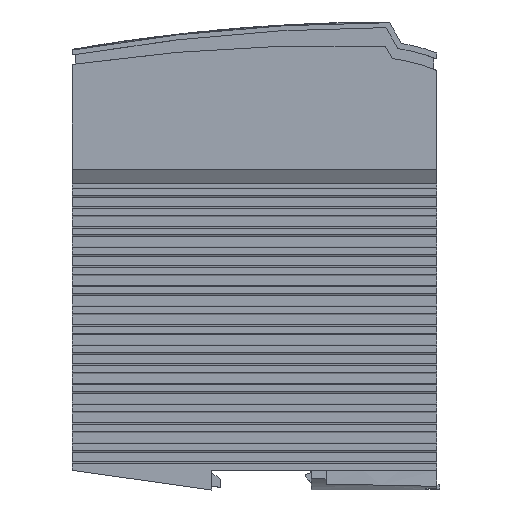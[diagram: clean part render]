
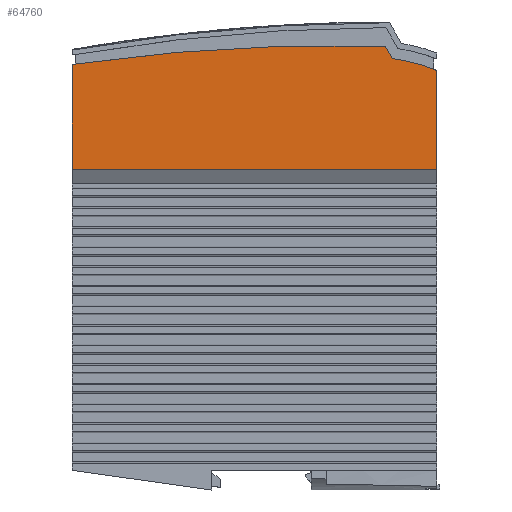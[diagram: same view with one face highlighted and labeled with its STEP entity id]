
A CAD part, left-side view. The second image highlights one B-rep face of the part: STEP entity #64760.
In plain terms, the highlighted face is planar.
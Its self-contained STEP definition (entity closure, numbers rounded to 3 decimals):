
#37910=CARTESIAN_POINT('',(144.854,130.,-8.5));
#37920=VERTEX_POINT('',#37910);
#37950=CARTESIAN_POINT('',(128.905,130.,-8.5));
#37960=DIRECTION('',(1.,0.,0.));
#37970=VECTOR('',#37960,1.);
#37980=LINE('',#37950,#37970);
#37990=CARTESIAN_POINT('',(107.392,130.,-8.5));
#38000=VERTEX_POINT('',#37990);
#38010=EDGE_CURVE('',#38000,#37920,#37980,.T.);
#55840=CARTESIAN_POINT('',(107.392,65.,-8.5));
#55850=DIRECTION('',(0.,-1.,0.));
#55860=VECTOR('',#55850,1.);
#55870=LINE('',#55840,#55860);
#55880=CARTESIAN_POINT('',(107.392,0.,-8.5));
#55890=VERTEX_POINT('',#55880);
#55900=EDGE_CURVE('',#38000,#55890,#55870,.T.);
#64350=CARTESIAN_POINT('',(106.99,0.,-8.5));
#64360=DIRECTION('',(0.,0.,1.));
#64370=DIRECTION('',(1.,0.,0.));
#64380=AXIS2_PLACEMENT_3D('',#64350,#64360,#64370);
#64390=PLANE('',#64380);
#64400=ORIENTED_EDGE('',*,*,#55900,.T.);
#64410=ORIENTED_EDGE('',*,*,#38010,.F.);
#64420=CARTESIAN_POINT('',(-504.,36.,-8.5));
#64430=DIRECTION('',(0.,0.,1.));
#64440=DIRECTION('',(1.,0.,0.));
#64450=AXIS2_PLACEMENT_3D('',#64420,#64430,#64440);
#64460=CIRCLE('',#64450,655.627);
#64470=CARTESIAN_POINT('',(151.39,18.37,-8.5));
#64480=VERTEX_POINT('',#64470);
#64490=EDGE_CURVE('',#64480,#37920,#64460,.T.);
#64500=ORIENTED_EDGE('',*,*,#64490,.T.);
#64510=CARTESIAN_POINT('',(128.905,5.427,-8.5));
#64520=DIRECTION('',(-0.867,-0.499,0.));
#64530=VECTOR('',#64520,1.);
#64540=LINE('',#64510,#64530);
#64550=CARTESIAN_POINT('',(146.97,15.826,-8.5));
#64560=VERTEX_POINT('',#64550);
#64570=EDGE_CURVE('',#64480,#64560,#64540,.T.);
#64580=ORIENTED_EDGE('',*,*,#64570,.F.);
#64590=CARTESIAN_POINT('',(78.52,25.64,-8.5));
#64600=DIRECTION('',(0.,0.,1.));
#64610=DIRECTION('',(1.,0.,0.));
#64620=AXIS2_PLACEMENT_3D('',#64590,#64600,#64610);
#64630=CIRCLE('',#64620,69.15);
#64640=CARTESIAN_POINT('',(142.741,0.,-8.5));
#64650=VERTEX_POINT('',#64640);
#64660=EDGE_CURVE('',#64650,#64560,#64630,.T.);
#64670=ORIENTED_EDGE('',*,*,#64660,.T.);
#64680=CARTESIAN_POINT('',(128.905,0.,-8.5));
#64690=DIRECTION('',(1.,0.,0.));
#64700=VECTOR('',#64690,1.);
#64710=LINE('',#64680,#64700);
#64720=EDGE_CURVE('',#55890,#64650,#64710,.T.);
#64730=ORIENTED_EDGE('',*,*,#64720,.T.);
#64740=EDGE_LOOP('',(#64730,#64670,#64580,#64500,#64410,#64400));
#64750=FACE_OUTER_BOUND('',#64740,.T.);
#64760=ADVANCED_FACE('',(#64750),#64390,.T.);
